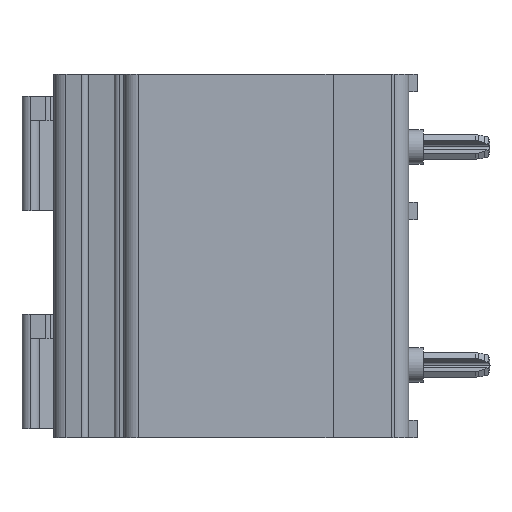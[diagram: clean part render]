
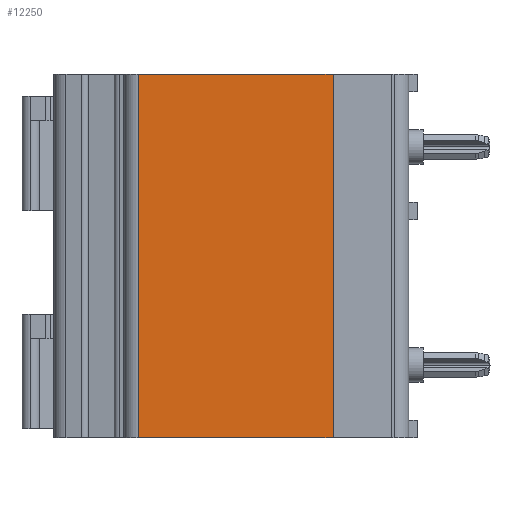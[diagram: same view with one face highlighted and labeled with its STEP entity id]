
A CAD part, left-side view. The second image highlights one B-rep face of the part: STEP entity #12250.
In plain terms, the highlighted planar face has unit normal (-1, 0, 0).
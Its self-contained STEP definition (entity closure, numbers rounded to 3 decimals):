
#11860=CARTESIAN_POINT('',(24.076,33.231,
7.525));
#11870=DIRECTION('',(-1.,0.,0.));
#11880=DIRECTION('',(0.,0.,1.));
#11890=AXIS2_PLACEMENT_3D('',#11860,#11870,#11880);
#11900=PLANE('',#11890);
#11910=CARTESIAN_POINT('',(24.076,39.081,
13.876));
#11920=DIRECTION('',(0.,0.,-1.));
#11930=VECTOR('',#11920,1.);
#11940=LINE('',#11910,#11930);
#11950=CARTESIAN_POINT('',(24.076,39.081,
16.725));
#11960=VERTEX_POINT('',#11950);
#11970=CARTESIAN_POINT('',(24.076,39.081,10.025));
#11980=VERTEX_POINT('',#11970);
#11990=EDGE_CURVE('',#11960,#11980,#11940,.T.);
#12000=ORIENTED_EDGE('',*,*,#11990,.T.);
#12010=CARTESIAN_POINT('',(24.076,43.981,
16.725));
#12020=DIRECTION('',(0.,-1.,0.));
#12030=VECTOR('',#12020,1.);
#12040=LINE('',#12010,#12030);
#12050=CARTESIAN_POINT('',(24.076,26.581,
16.725));
#12060=VERTEX_POINT('',#12050);
#12070=EDGE_CURVE('',#11960,#12060,#12040,.T.);
#12080=ORIENTED_EDGE('',*,*,#12070,.F.);
#12090=CARTESIAN_POINT('',(24.076,26.581,
16.725));
#12100=DIRECTION('',(0.,0.,-1.));
#12110=VECTOR('',#12100,1.);
#12120=LINE('',#12090,#12110);
#12130=CARTESIAN_POINT('',(24.076,26.581,10.025));
#12140=VERTEX_POINT('',#12130);
#12150=EDGE_CURVE('',#12060,#12140,#12120,.T.);
#12160=ORIENTED_EDGE('',*,*,#12150,.F.);
#12170=CARTESIAN_POINT('',(24.076,35.938,10.025));
#12180=DIRECTION('',(0.,-1.,0.));
#12190=VECTOR('',#12180,1.);
#12200=LINE('',#12170,#12190);
#12210=EDGE_CURVE('',#11980,#12140,#12200,.T.);
#12220=ORIENTED_EDGE('',*,*,#12210,.T.);
#12230=EDGE_LOOP('',(#12220,#12160,#12080,#12000));
#12240=FACE_OUTER_BOUND('',#12230,.T.);
#12250=ADVANCED_FACE('',(#12240),#11900,.T.);
